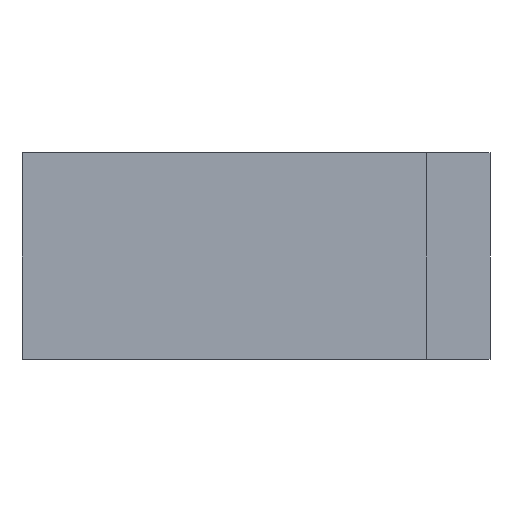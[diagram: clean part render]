
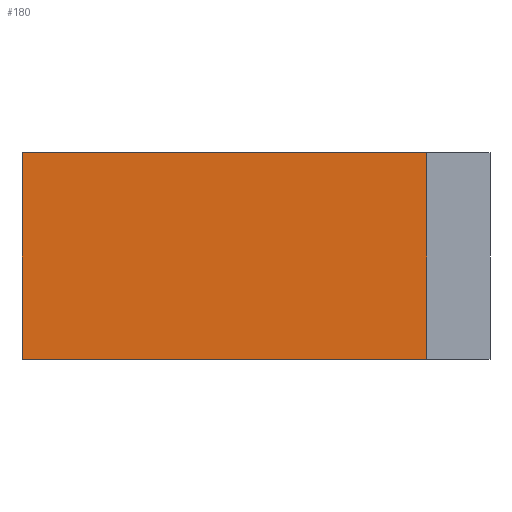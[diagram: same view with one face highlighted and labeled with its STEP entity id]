
A CAD part, left-side view. The second image highlights one B-rep face of the part: STEP entity #180.
In plain terms, the highlighted planar face has unit normal (-1, 0, 0).
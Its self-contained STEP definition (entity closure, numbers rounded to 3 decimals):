
#7 = VECTOR ( 'NONE', #668, 1000. ) ;
#10 = CARTESIAN_POINT ( 'NONE',  ( 0., 1.249, -2.977 ) ) ;
#44 = DIRECTION ( 'NONE',  ( 0., 0., 1. ) ) ;
#106 = VERTEX_POINT ( 'NONE', #671 ) ;
#134 = VECTOR ( 'NONE', #576, 1000. ) ;
#146 = LINE ( 'NONE', #417, #134 ) ;
#148 = FACE_OUTER_BOUND ( 'NONE', #387, .T. ) ;
#180 = ADVANCED_FACE ( 'NONE', ( #148 ), #366, .F. ) ;
#183 = LINE ( 'NONE', #510, #586 ) ;
#209 = DIRECTION ( 'NONE',  ( 1., 0., 0. ) ) ;
#242 = DIRECTION ( 'NONE',  ( 0., -1., 0. ) ) ;
#247 = VERTEX_POINT ( 'NONE', #262 ) ;
#262 = CARTESIAN_POINT ( 'NONE',  ( 0., 1.249, -2.977 ) ) ;
#308 = DIRECTION ( 'NONE',  ( 0., 0., -1. ) ) ;
#334 = AXIS2_PLACEMENT_3D ( 'NONE', #429, #209, #308 ) ;
#339 = EDGE_CURVE ( 'NONE', #247, #615, #523, .T. ) ;
#343 = ORIENTED_EDGE ( 'NONE', *, *, #703, .F. ) ;
#347 = VERTEX_POINT ( 'NONE', #527 ) ;
#353 = EDGE_CURVE ( 'NONE', #106, #347, #146, .T. ) ;
#366 = PLANE ( 'NONE',  #334 ) ;
#387 = EDGE_LOOP ( 'NONE', ( #343, #400, #453, #662 ) ) ;
#389 = CARTESIAN_POINT ( 'NONE',  ( 0., 1.249, 1.923 ) ) ;
#400 = ORIENTED_EDGE ( 'NONE', *, *, #353, .F. ) ;
#417 = CARTESIAN_POINT ( 'NONE',  ( 0., -8.351, 1.923 ) ) ;
#429 = CARTESIAN_POINT ( 'NONE',  ( 0., 0., 0. ) ) ;
#453 = ORIENTED_EDGE ( 'NONE', *, *, #680, .F. ) ;
#507 = LINE ( 'NONE', #10, #7 ) ;
#510 = CARTESIAN_POINT ( 'NONE',  ( 0., 1.249, 1.923 ) ) ;
#523 = LINE ( 'NONE', #685, #688 ) ;
#527 = CARTESIAN_POINT ( 'NONE',  ( 0., -8.351, -2.977 ) ) ;
#576 = DIRECTION ( 'NONE',  ( 0., 0., -1. ) ) ;
#586 = VECTOR ( 'NONE', #242, 1000. ) ;
#615 = VERTEX_POINT ( 'NONE', #389 ) ;
#662 = ORIENTED_EDGE ( 'NONE', *, *, #339, .F. ) ;
#668 = DIRECTION ( 'NONE',  ( 0., 1., 0. ) ) ;
#671 = CARTESIAN_POINT ( 'NONE',  ( 0., -8.351, 1.923 ) ) ;
#680 = EDGE_CURVE ( 'NONE', #615, #106, #183, .T. ) ;
#685 = CARTESIAN_POINT ( 'NONE',  ( 0., 1.249, 1.923 ) ) ;
#688 = VECTOR ( 'NONE', #44, 1000. ) ;
#703 = EDGE_CURVE ( 'NONE', #347, #247, #507, .T. ) ;
